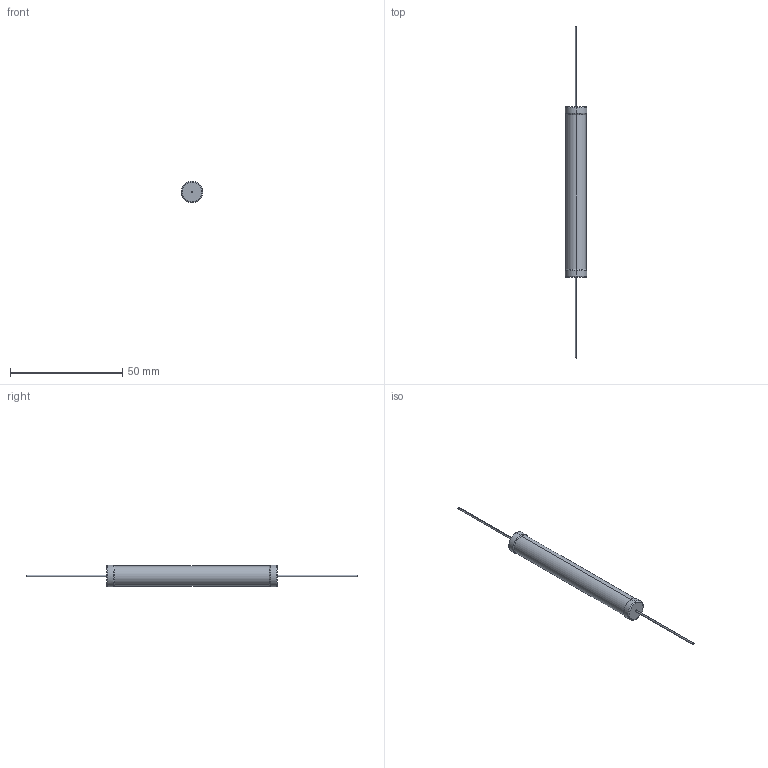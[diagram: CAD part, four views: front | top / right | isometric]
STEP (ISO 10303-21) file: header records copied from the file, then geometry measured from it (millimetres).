
FILE_DESCRIPTION (( 'STEP AP203' ), '1' );
FILE_NAME ('HVLR7609.STEP', '2021-02-04T09:20:27', ( 'User' ), ( 'China' ), 'SwSTEP 2.0', 'SolidWorks 2016', '' );
FILE_SCHEMA (( 'CONFIG_CONTROL_DESIGN' ));
Length unit declared in the file: millimetre
Products named in the file (2): HVLR7609
Bounding box: 9.6 x 148 x 9.6 mm (x, y, z)
Volume: 4924.9 mm3; surface area: 2479.3 mm2
Topology: 1 solids, 1 shells, 22 faces, 42 edges, 24 vertices
Faces by surface type: cylinder 10, torus 4, bspline 4, plane 4
Entity records: 1019 total; most frequent: CARTESIAN_POINT 422, DIRECTION 102, ORIENTED_EDGE 84, AXIS2_PLACEMENT_3D 46, EDGE_CURVE 42, CIRCLE 26, VERTEX_POINT 24, EDGE_LOOP 24
